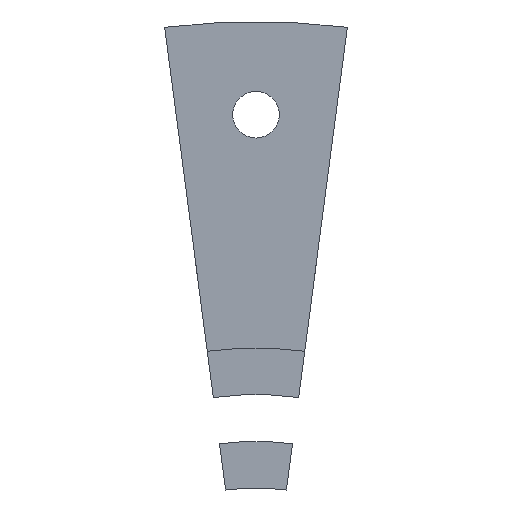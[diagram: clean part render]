
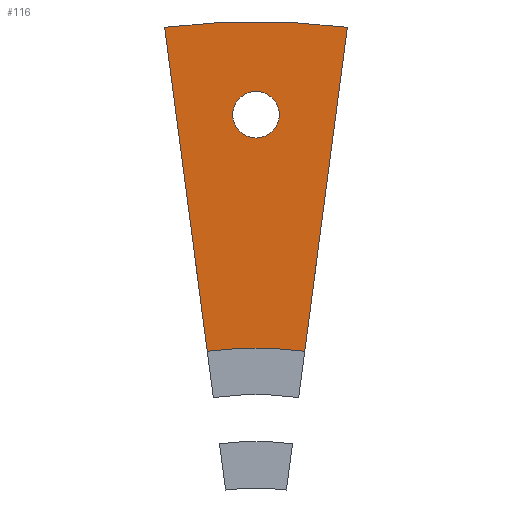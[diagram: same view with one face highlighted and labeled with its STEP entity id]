
A CAD part, left-side view. The second image highlights one B-rep face of the part: STEP entity #116.
In plain terms, the highlighted planar face has unit normal (-1, 0, 0).
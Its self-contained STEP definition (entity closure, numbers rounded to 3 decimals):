
#96=FACE_BOUND('',#156,.T.);
#116=ADVANCED_FACE('FRONT_DISC_2',(#96,#141),#130,.F.);
#130=PLANE('',#369);
#141=FACE_OUTER_BOUND('',#157,.T.);
#156=EDGE_LOOP('',(#237));
#157=EDGE_LOOP('',(#238,#239,#240,#241));
#177=LINE('',#499,#199);
#178=LINE('',#503,#200);
#199=VECTOR('',#419,1.);
#200=VECTOR('',#422,1.);
#237=ORIENTED_EDGE('',*,*,#319,.T.);
#238=ORIENTED_EDGE('',*,*,#320,.F.);
#239=ORIENTED_EDGE('',*,*,#321,.F.);
#240=ORIENTED_EDGE('',*,*,#322,.T.);
#241=ORIENTED_EDGE('',*,*,#323,.T.);
#291=VERTEX_POINT('',#495);
#292=VERTEX_POINT('',#497);
#293=VERTEX_POINT('',#498);
#294=VERTEX_POINT('',#500);
#295=VERTEX_POINT('',#502);
#319=EDGE_CURVE('',#291,#291,#346,.T.);
#320=EDGE_CURVE('',#292,#293,#347,.T.);
#321=EDGE_CURVE('',#294,#292,#177,.T.);
#322=EDGE_CURVE('',#294,#295,#348,.T.);
#323=EDGE_CURVE('',#295,#293,#178,.T.);
#346=CIRCLE('',#366,10.);
#347=CIRCLE('',#367,160.);
#348=CIRCLE('',#368,300.);
#366=AXIS2_PLACEMENT_3D('',#494,#415,#416);
#367=AXIS2_PLACEMENT_3D('',#496,#417,#418);
#368=AXIS2_PLACEMENT_3D('',#501,#420,#421);
#369=AXIS2_PLACEMENT_3D('',#504,#423,#424);
#415=DIRECTION('',(1.,0.,0.));
#416=DIRECTION('',(0.,0.,-1.));
#417=DIRECTION('',(-1.,0.,0.));
#418=DIRECTION('',(0.,0.,1.));
#419=DIRECTION('',(0.,0.131,-0.991));
#420=DIRECTION('',(-1.,0.,0.));
#421=DIRECTION('',(0.,0.,1.));
#422=DIRECTION('',(0.,-0.131,-0.991));
#423=DIRECTION('',(1.,0.,0.));
#424=DIRECTION('',(0.,0.,-1.));
#494=CARTESIAN_POINT('',(200.,0.,260.));
#495=CARTESIAN_POINT('',(200.,0.,250.));
#496=CARTESIAN_POINT('',(200.,0.,0.));
#497=CARTESIAN_POINT('',(200.,-20.884,158.631));
#498=CARTESIAN_POINT('',(200.,20.884,158.631));
#499=CARTESIAN_POINT('',(200.,-39.158,297.433));
#500=CARTESIAN_POINT('',(200.,-39.158,297.433));
#501=CARTESIAN_POINT('',(200.,0.,0.));
#502=CARTESIAN_POINT('',(200.,39.158,297.433));
#503=CARTESIAN_POINT('',(200.,39.158,297.433));
#504=CARTESIAN_POINT('',(200.,-39.158,297.433));
